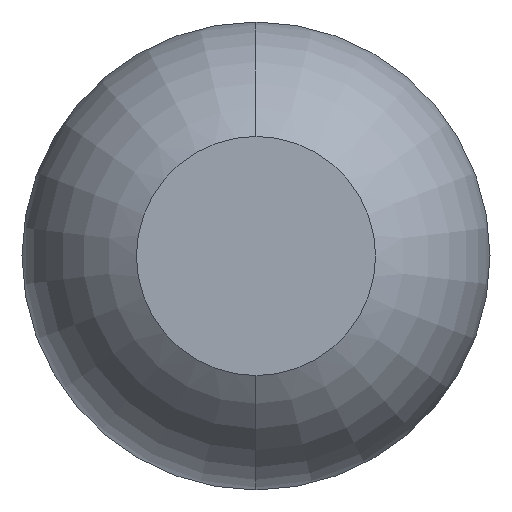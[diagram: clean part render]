
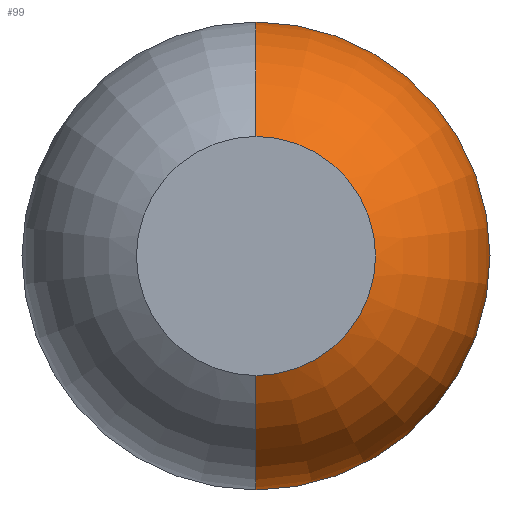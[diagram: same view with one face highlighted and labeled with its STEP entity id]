
A CAD part, front view. The second image highlights one B-rep face of the part: STEP entity #99.
In plain terms, the highlighted toroidal (fillet/blend) face has major radius 0.035 mm and minor radius 0.65 mm.
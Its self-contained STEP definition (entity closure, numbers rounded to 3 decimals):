
#3 = CARTESIAN_POINT ( 'NONE',  ( 0., -24.431, 0. ) ) ;
#20 = DIRECTION ( 'NONE',  ( 0., -1., 0. ) ) ;
#52 = ORIENTED_EDGE ( 'NONE', *, *, #596, .T. ) ;
#87 = ORIENTED_EDGE ( 'NONE', *, *, #345, .F. ) ;
#99 = ADVANCED_FACE ( 'Defeature ausgef�hrt1_4', ( #355 ), #505, .T. ) ;
#104 = DIRECTION ( 'NONE',  ( 0., 0., -1. ) ) ;
#159 = CARTESIAN_POINT ( 'NONE',  ( 0., -24.431, 0.685 ) ) ;
#175 = EDGE_CURVE ( 'NONE', #356, #392, #337, .T. ) ;
#210 = CARTESIAN_POINT ( 'NONE',  ( 0., -25., -0.35 ) ) ;
#220 = AXIS2_PLACEMENT_3D ( 'NONE', #422, #723, #104 ) ;
#279 = DIRECTION ( 'NONE',  ( 0., 0., -1. ) ) ;
#283 = AXIS2_PLACEMENT_3D ( 'NONE', #346, #546, #279 ) ;
#315 = CIRCLE ( 'NONE', #283, 0.35 ) ;
#323 = ORIENTED_EDGE ( 'NONE', *, *, #434, .T. ) ;
#337 = CIRCLE ( 'NONE', #502, 0.65 ) ;
#345 = EDGE_CURVE ( 'Defeature ausgef�hrt1_14+Defeature ausgef�hrt1_4+Defeature ausgef�hrt1_4+Defeature ausgef�hrt1_4', #392, #718, #315, .T. ) ;
#346 = CARTESIAN_POINT ( 'NONE',  ( 0., -25., 0. ) ) ;
#352 = CARTESIAN_POINT ( 'NONE',  ( 0., -24.431, -0.035 ) ) ;
#355 = FACE_OUTER_BOUND ( 'NONE', #673, .T. ) ;
#356 = VERTEX_POINT ( 'NONE', #719 ) ;
#360 = CARTESIAN_POINT ( 'NONE',  ( 0., -25., 0.35 ) ) ;
#392 = VERTEX_POINT ( 'NONE', #210 ) ;
#397 = CARTESIAN_POINT ( 'NONE',  ( 0., -24.431, 0.035 ) ) ;
#422 = CARTESIAN_POINT ( 'NONE',  ( 0., -24.431, 0. ) ) ;
#434 = EDGE_CURVE ( 'NONE', #633, #718, #758, .T. ) ;
#446 = AXIS2_PLACEMENT_3D ( 'NONE', #397, #457, #658 ) ;
#454 = AXIS2_PLACEMENT_3D ( 'NONE', #3, #20, #589 ) ;
#457 = DIRECTION ( 'NONE',  ( 1., 0., 0. ) ) ;
#502 = AXIS2_PLACEMENT_3D ( 'NONE', #352, #531, #606 ) ;
#505 = TOROIDAL_SURFACE ( 'NONE', #454, 0.035, 0.65 ) ;
#522 = CIRCLE ( 'NONE', #220, 0.685 ) ;
#531 = DIRECTION ( 'NONE',  ( -1., 0., 0. ) ) ;
#546 = DIRECTION ( 'NONE',  ( 0., -1., 0. ) ) ;
#589 = DIRECTION ( 'NONE',  ( 0., 0., -1. ) ) ;
#596 = EDGE_CURVE ( 'Defeature ausgef�hrt1_4+Defeature ausgef�hrt1_5+Defeature ausgef�hrt1_5+Defeature ausgef�hrt1_5', #356, #633, #522, .T. ) ;
#606 = DIRECTION ( 'NONE',  ( 0., 0., 1. ) ) ;
#624 = ORIENTED_EDGE ( 'NONE', *, *, #175, .F. ) ;
#633 = VERTEX_POINT ( 'NONE', #159 ) ;
#658 = DIRECTION ( 'NONE',  ( 0., 0., -1. ) ) ;
#673 = EDGE_LOOP ( 'NONE', ( #52, #323, #87, #624 ) ) ;
#718 = VERTEX_POINT ( 'NONE', #360 ) ;
#719 = CARTESIAN_POINT ( 'NONE',  ( 0., -24.431, -0.685 ) ) ;
#723 = DIRECTION ( 'NONE',  ( 0., -1., 0. ) ) ;
#758 = CIRCLE ( 'NONE', #446, 0.65 ) ;
